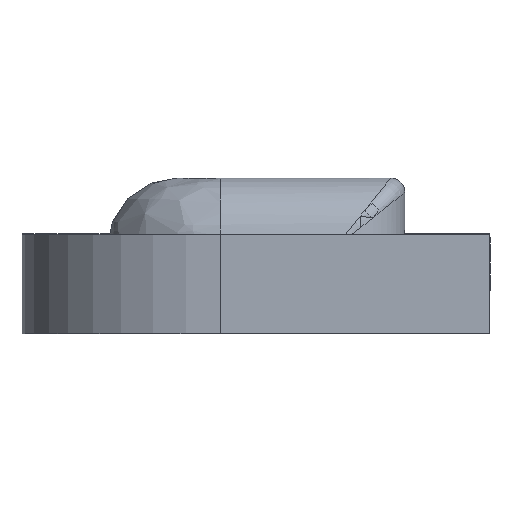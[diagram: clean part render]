
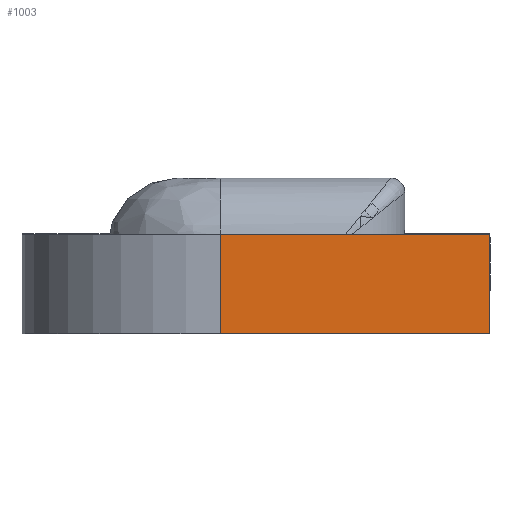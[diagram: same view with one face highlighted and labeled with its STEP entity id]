
A CAD part, left-side view. The second image highlights one B-rep face of the part: STEP entity #1003.
In plain terms, the highlighted planar face has unit normal (-1, 0, 0).
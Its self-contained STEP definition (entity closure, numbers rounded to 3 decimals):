
#43=PLANE('',#1120);
#136=LINE('',#2045,#231);
#157=LINE('',#2103,#252);
#165=LINE('',#2120,#260);
#166=LINE('',#2121,#261);
#231=VECTOR('',#1236,1.);
#252=VECTOR('',#1291,1.);
#260=VECTOR('',#1309,1.);
#261=VECTOR('',#1310,1.);
#333=FACE_OUTER_BOUND('',#389,.T.);
#389=EDGE_LOOP('',(#817,#818,#819,#820));
#475=VERTEX_POINT('',#2039);
#477=VERTEX_POINT('',#2043);
#494=VERTEX_POINT('',#2092);
#501=VERTEX_POINT('',#2119);
#583=EDGE_CURVE('',#475,#477,#136,.T.);
#615=EDGE_CURVE('',#494,#475,#157,.T.);
#623=EDGE_CURVE('',#494,#501,#165,.T.);
#624=EDGE_CURVE('',#501,#477,#166,.T.);
#817=ORIENTED_EDGE('',*,*,#623,.F.);
#818=ORIENTED_EDGE('',*,*,#615,.T.);
#819=ORIENTED_EDGE('',*,*,#583,.T.);
#820=ORIENTED_EDGE('',*,*,#624,.F.);
#1003=ADVANCED_FACE('',(#333),#43,.F.);
#1120=AXIS2_PLACEMENT_3D('',#2118,#1307,#1308);
#1236=DIRECTION('',(0.,0.,-1.));
#1291=DIRECTION('',(0.,1.,0.));
#1307=DIRECTION('center_axis',(1.,0.,0.));
#1308=DIRECTION('ref_axis',(0.,0.,-1.));
#1309=DIRECTION('',(0.,0.,-1.));
#1310=DIRECTION('',(0.,1.,0.));
#2039=CARTESIAN_POINT('',(0.,19.,70.));
#2043=CARTESIAN_POINT('',(0.,19.,63.));
#2045=CARTESIAN_POINT('',(0.,19.,63.));
#2092=CARTESIAN_POINT('',(0.,0.,70.));
#2103=CARTESIAN_POINT('',(0.,17.199,70.));
#2118=CARTESIAN_POINT('Origin',(0.,9.5,66.5));
#2119=CARTESIAN_POINT('',(0.,0.,63.));
#2120=CARTESIAN_POINT('',(0.,0.,67.217));
#2121=CARTESIAN_POINT('',(0.,18.094,63.));
